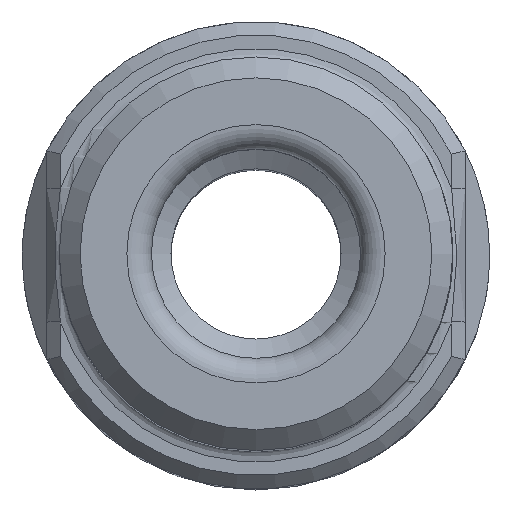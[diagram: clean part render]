
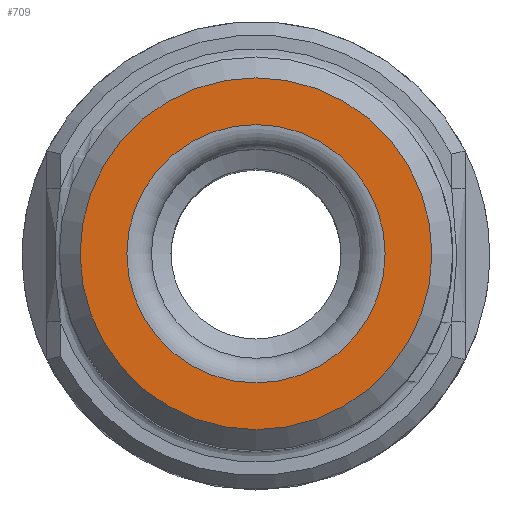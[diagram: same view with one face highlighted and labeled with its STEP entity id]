
A CAD part, top view. The second image highlights one B-rep face of the part: STEP entity #709.
In plain terms, the highlighted planar face has unit normal (0, 0, 1).
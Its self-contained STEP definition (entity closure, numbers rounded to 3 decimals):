
#70=CIRCLE('',#767,7.15);
#71=CIRCLE('',#769,5.25);
#119=ORIENTED_EDGE('',*,*,#224,.F.);
#120=ORIENTED_EDGE('',*,*,#223,.T.);
#223=EDGE_CURVE('',#278,#278,#70,.T.);
#224=EDGE_CURVE('',#279,#279,#71,.T.);
#278=VERTEX_POINT('',#1017);
#279=VERTEX_POINT('',#1020);
#348=EDGE_LOOP('',(#119));
#349=EDGE_LOOP('',(#120));
#402=FACE_BOUND('',#348,.T.);
#403=FACE_BOUND('',#349,.T.);
#438=PLANE('',#768);
#709=ADVANCED_FACE('',(#402,#403),#438,.F.);
#767=AXIS2_PLACEMENT_3D('',#1016,#868,#869);
#768=AXIS2_PLACEMENT_3D('',#1018,#870,#871);
#769=AXIS2_PLACEMENT_3D('',#1019,#872,#873);
#868=DIRECTION('',(0.,0.,1.));
#869=DIRECTION('',(1.,0.,0.));
#870=DIRECTION('',(0.,0.,-1.));
#871=DIRECTION('',(-1.,0.,0.));
#872=DIRECTION('',(0.,0.,1.));
#873=DIRECTION('',(1.,0.,0.));
#1016=CARTESIAN_POINT('',(0.,0.,71.));
#1017=CARTESIAN_POINT('',(7.15,0.,71.));
#1018=CARTESIAN_POINT('',(7.15,0.,71.));
#1019=CARTESIAN_POINT('',(0.,0.,71.));
#1020=CARTESIAN_POINT('',(5.25,0.,71.));
